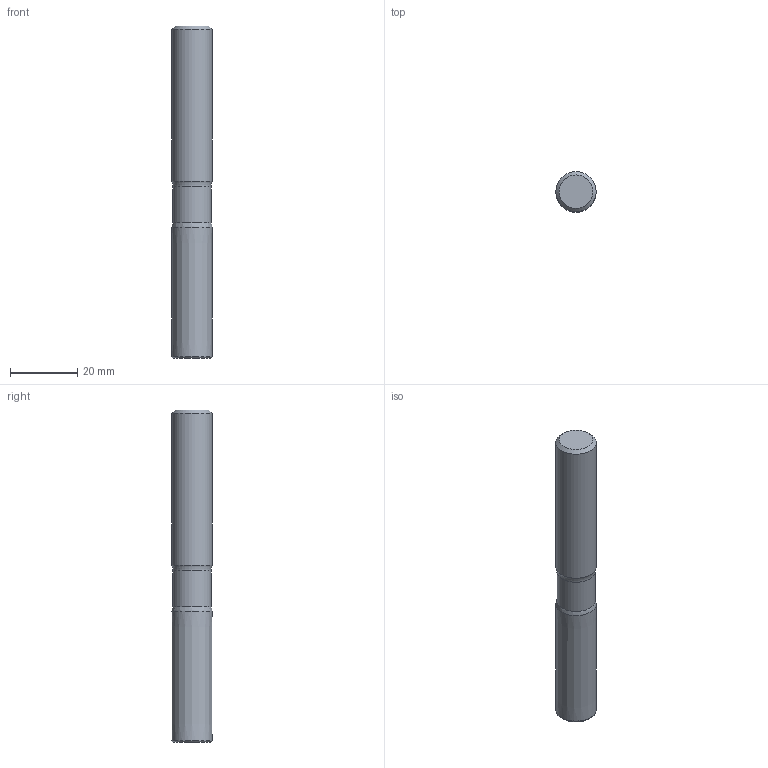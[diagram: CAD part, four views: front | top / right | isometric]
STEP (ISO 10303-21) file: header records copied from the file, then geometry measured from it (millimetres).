
FILE_DESCRIPTION(/* description */ (''),/* implementation_level */ '2;1');
FILE_NAME(/* name */ 'S4531-120E3R050.3Z3C_Basic.stp',/* time_stamp */ '2024-04-29T15:10:04+06:00',/* author */ (''),/* organization */ (''),/* preprocessor_version */ 'ST-DEVELOPER v16.7',/* originating_system */ 'SIEMENS PLM Software NX 12.0',/* authorisation */ '');
FILE_SCHEMA (('AUTOMOTIVE_DESIGN { 1 0 10303 214 3 1 1 1 }'));
Length unit declared in the file: millimetre
Products named in the file (1): inpu58C462D2p5vo
Bounding box: 12 x 12 x 99 mm (x, y, z)
Volume: 11038.8 mm3; surface area: 4132.1 mm2
Topology: 2 solids, 2 shells, 11 faces, 17 edges, 11 vertices
Faces by surface type: plane 4, cone 2, cylinder 2, torus 2, bspline 1
Full cylindrical faces by diameter (mm): 11.4 x1, 12 x1
Entity records: 340 total; most frequent: CARTESIAN_POINT 94, DIRECTION 46, AXIS2_PLACEMENT_3D 23, EDGE_LOOP 18, ORIENTED_EDGE 18, FACE_BOUND 14, ADVANCED_FACE 11, VERTEX_POINT 9
